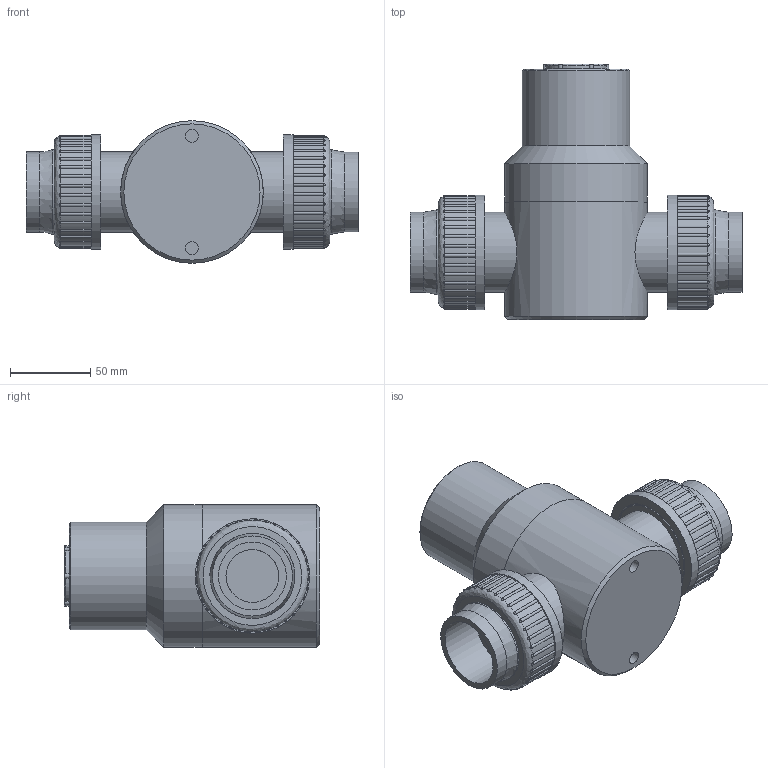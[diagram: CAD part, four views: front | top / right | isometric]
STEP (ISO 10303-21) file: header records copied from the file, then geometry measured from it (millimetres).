
FILE_DESCRIPTION (( 'STEP AP214' ), '1' );
FILE_NAME ('40-1102-7X.STEP', '2019-08-06T14:25:00', ( '' ), ( '' ), 'SwSTEP 2.0', 'SolidWorks 2019', '' );
FILE_SCHEMA (( 'AUTOMOTIVE_DESIGN' ));
Length unit declared in the file: millimetre
Products named in the file (16): 40-1102-7X; 729511109_01 - ABS; 40mm union stub - ABS; 729511109_03 - ABS; 32 + 40mm Dust Cap; Body detail - ABS 40_40mm or 1 1-4; PVC Bonnet all size_40mm PVC-304; Body detail - ABS 40; PVC Bonnet all size
Assembly tree (9 placements, depth 2):
  40-1102-7X
    Body detail - ABS 40_40mm or 1 1-4
    PVC Bonnet all size_40mm PVC-304
    40mm union stub - ABS  x2
    729511109_01 - ABS  x2
    729511109_03 - ABS  x2
    32 + 40mm Dust Cap
  40mm union stub - ABS
  32 + 40mm Dust Cap
  Body detail - ABS 40
  729511109_03 - ABS
Bounding box: 207.21 x 159.4 x 89 mm (x, y, z)
Volume: 983414.7 mm3; surface area: 178119 mm2
Topology: 9 solids, 9 shells, 353 faces, 861 edges, 522 vertices
Faces by surface type: cylinder 193, bspline 86, plane 46, cone 16, torus 12
Full cylindrical faces by diameter (mm): 7.938 x2, 27.5 x1, 33 x4, 38 x2, 42.4 x2, 50 x8, 53 x2, 53.1 x2, 56.5 x4, 58.422 x2, 67 x1, 71.5 x2, 89 x2
Entity records: 10232 total; most frequent: CARTESIAN_POINT 5659, DIRECTION 904, ORIENTED_EDGE 826, EDGE_CURVE 413, AXIS2_PLACEMENT_3D 406, VERTEX_POINT 268, EDGE_LOOP 257, CIRCLE 234
